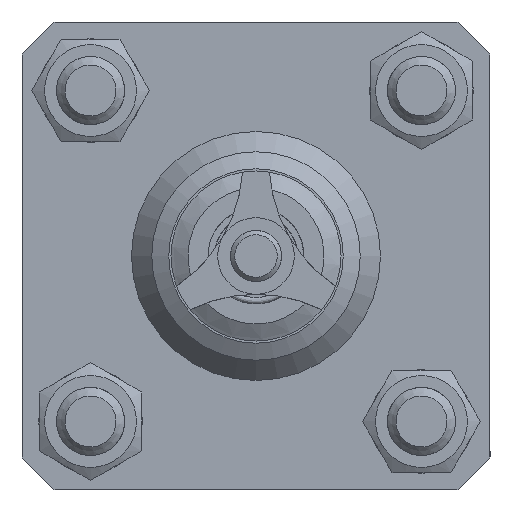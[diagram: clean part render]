
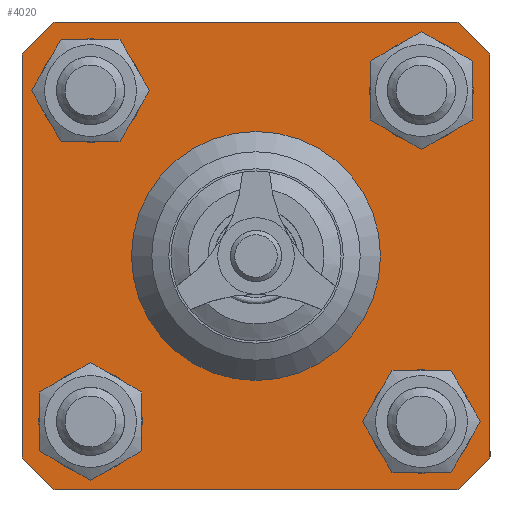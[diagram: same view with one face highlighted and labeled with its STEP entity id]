
A CAD part, left-side view. The second image highlights one B-rep face of the part: STEP entity #4020.
In plain terms, the highlighted face is planar.
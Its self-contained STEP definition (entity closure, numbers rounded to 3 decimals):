
#3419=CARTESIAN_POINT('',(-38.891,-47.891,0.0));
#3420=VERTEX_POINT('',#3419);
#3421=CARTESIAN_POINT('',(-38.891,-38.891,0.));
#3422=DIRECTION('',(0.0,0.0,1.0));
#3423=DIRECTION('',(0.0,-1.0,0.0));
#3424=AXIS2_PLACEMENT_3D('',#3421,#3422,#3423);
#3425=CIRCLE('',#3424,9.0);
#3426=EDGE_CURVE('',#3420,#3420,#3425,.T.);
#3447=CARTESIAN_POINT('',(47.891,-38.891,0.0));
#3448=VERTEX_POINT('',#3447);
#3449=CARTESIAN_POINT('',(38.891,-38.891,0.));
#3450=DIRECTION('',(0.0,0.0,1.0));
#3451=DIRECTION('',(1.0,0.0,0.0));
#3452=AXIS2_PLACEMENT_3D('',#3449,#3450,#3451);
#3453=CIRCLE('',#3452,9.0);
#3454=EDGE_CURVE('',#3448,#3448,#3453,.T.);
#3475=CARTESIAN_POINT('',(38.891,47.891,0.0));
#3476=VERTEX_POINT('',#3475);
#3477=CARTESIAN_POINT('',(38.891,38.891,0.));
#3478=DIRECTION('',(0.0,0.0,1.0));
#3479=DIRECTION('',(0.0,1.0,0.0));
#3480=AXIS2_PLACEMENT_3D('',#3477,#3478,#3479);
#3481=CIRCLE('',#3480,9.0);
#3482=EDGE_CURVE('',#3476,#3476,#3481,.T.);
#3503=CARTESIAN_POINT('',(-47.891,38.891,0.0));
#3504=VERTEX_POINT('',#3503);
#3505=CARTESIAN_POINT('',(-38.891,38.891,0.));
#3506=DIRECTION('',(0.0,0.0,1.0));
#3507=DIRECTION('',(-1.0,0.0,0.0));
#3508=AXIS2_PLACEMENT_3D('',#3505,#3506,#3507);
#3509=CIRCLE('',#3508,9.0);
#3510=EDGE_CURVE('',#3504,#3504,#3509,.T.);
#3700=CARTESIAN_POINT('',(-47.236,55.0,0.0));
#3701=VERTEX_POINT('',#3700);
#3708=CARTESIAN_POINT('',(-55.0,47.236,0.0));
#3709=VERTEX_POINT('',#3708);
#3710=CARTESIAN_POINT('',(0.0,0.0,0.0));
#3711=DIRECTION('',(0.0,0.0,1.0));
#3712=DIRECTION('',(1.0,0.0,0.0));
#3713=AXIS2_PLACEMENT_3D('',#3710,#3711,#3712);
#3714=CIRCLE('',#3713,72.5);
#3715=EDGE_CURVE('',#3701,#3709,#3714,.T.);
#3732=CARTESIAN_POINT('',(47.236,55.0,0.0));
#3733=VERTEX_POINT('',#3732);
#3740=CARTESIAN_POINT('',(-47.236,55.0,0.0));
#3741=DIRECTION('',(1.0,0.0,0.0));
#3742=VECTOR('',#3741,94.472);
#3743=LINE('',#3740,#3742);
#3744=EDGE_CURVE('',#3701,#3733,#3743,.T.);
#3756=CARTESIAN_POINT('',(55.0,47.236,0.0));
#3757=VERTEX_POINT('',#3756);
#3764=CARTESIAN_POINT('',(0.0,0.0,0.0));
#3765=DIRECTION('',(0.0,0.0,1.0));
#3766=DIRECTION('',(1.0,0.0,0.0));
#3767=AXIS2_PLACEMENT_3D('',#3764,#3765,#3766);
#3768=CIRCLE('',#3767,72.5);
#3769=EDGE_CURVE('',#3757,#3733,#3768,.T.);
#3781=CARTESIAN_POINT('',(55.0,-47.236,0.0));
#3782=VERTEX_POINT('',#3781);
#3789=CARTESIAN_POINT('',(55.0,47.236,0.0));
#3790=DIRECTION('',(0.0,-1.0,0.0));
#3791=VECTOR('',#3790,94.472);
#3792=LINE('',#3789,#3791);
#3793=EDGE_CURVE('',#3757,#3782,#3792,.T.);
#3815=CARTESIAN_POINT('',(0.0,29.267,0.));
#3816=VERTEX_POINT('',#3815);
#3817=CARTESIAN_POINT('',(0.0,0.0,0.0));
#3818=DIRECTION('',(0.0,0.0,1.0));
#3819=DIRECTION('',(0.0,1.0,0.0));
#3820=AXIS2_PLACEMENT_3D('',#3817,#3818,#3819);
#3821=CIRCLE('',#3820,29.267);
#3822=EDGE_CURVE('',#3816,#3816,#3821,.T.);
#3905=CARTESIAN_POINT('',(-55.0,-47.236,0.0));
#3906=VERTEX_POINT('',#3905);
#3913=CARTESIAN_POINT('',(-47.236,-55.0,0.0));
#3914=VERTEX_POINT('',#3913);
#3915=CARTESIAN_POINT('',(0.0,0.0,0.0));
#3916=DIRECTION('',(0.0,0.0,1.0));
#3917=DIRECTION('',(1.0,0.0,0.0));
#3918=AXIS2_PLACEMENT_3D('',#3915,#3916,#3917);
#3919=CIRCLE('',#3918,72.5);
#3920=EDGE_CURVE('',#3906,#3914,#3919,.T.);
#3937=CARTESIAN_POINT('',(47.236,-55.0,0.0));
#3938=VERTEX_POINT('',#3937);
#3945=CARTESIAN_POINT('',(0.0,0.0,0.0));
#3946=DIRECTION('',(0.0,0.0,1.0));
#3947=DIRECTION('',(1.0,0.0,0.0));
#3948=AXIS2_PLACEMENT_3D('',#3945,#3946,#3947);
#3949=CIRCLE('',#3948,72.5);
#3950=EDGE_CURVE('',#3938,#3782,#3949,.T.);
#3963=CARTESIAN_POINT('',(47.236,-55.0,0.0));
#3964=DIRECTION('',(-1.0,0.0,0.0));
#3965=VECTOR('',#3964,94.472);
#3966=LINE('',#3963,#3965);
#3967=EDGE_CURVE('',#3938,#3914,#3966,.T.);
#3980=CARTESIAN_POINT('',(-55.0,-47.236,0.0));
#3981=DIRECTION('',(0.0,1.0,0.0));
#3982=VECTOR('',#3981,94.472);
#3983=LINE('',#3980,#3982);
#3984=EDGE_CURVE('',#3906,#3709,#3983,.T.);
#3990=CARTESIAN_POINT('',(0.0,0.0,0.0));
#3991=DIRECTION('',(0.0,0.0,1.0));
#3992=DIRECTION('',(1.0,0.0,0.0));
#3993=AXIS2_PLACEMENT_3D('',#3990,#3991,#3992);
#3994=PLANE('',#3993);
#3995=ORIENTED_EDGE('',*,*,#3950,.F.);
#3996=ORIENTED_EDGE('',*,*,#3967,.T.);
#3997=ORIENTED_EDGE('',*,*,#3920,.F.);
#3998=ORIENTED_EDGE('',*,*,#3984,.T.);
#3999=ORIENTED_EDGE('',*,*,#3715,.F.);
#4000=ORIENTED_EDGE('',*,*,#3744,.T.);
#4001=ORIENTED_EDGE('',*,*,#3769,.F.);
#4002=ORIENTED_EDGE('',*,*,#3793,.T.);
#4003=EDGE_LOOP('',(#3995,#3996,#3997,#3998,#3999,#4000,#4001,#4002));
#4004=FACE_OUTER_BOUND('',#4003,.T.);
#4005=ORIENTED_EDGE('',*,*,#3426,.T.);
#4006=EDGE_LOOP('',(#4005));
#4007=FACE_BOUND('',#4006,.T.);
#4008=ORIENTED_EDGE('',*,*,#3454,.T.);
#4009=EDGE_LOOP('',(#4008));
#4010=FACE_BOUND('',#4009,.T.);
#4011=ORIENTED_EDGE('',*,*,#3482,.T.);
#4012=EDGE_LOOP('',(#4011));
#4013=FACE_BOUND('',#4012,.T.);
#4014=ORIENTED_EDGE('',*,*,#3510,.T.);
#4015=EDGE_LOOP('',(#4014));
#4016=FACE_BOUND('',#4015,.T.);
#4017=ORIENTED_EDGE('',*,*,#3822,.T.);
#4018=EDGE_LOOP('',(#4017));
#4019=FACE_BOUND('',#4018,.T.);
#4020=ADVANCED_FACE('',(#4004,#4007,#4010,#4013,#4016,#4019),#3994,.F.);
